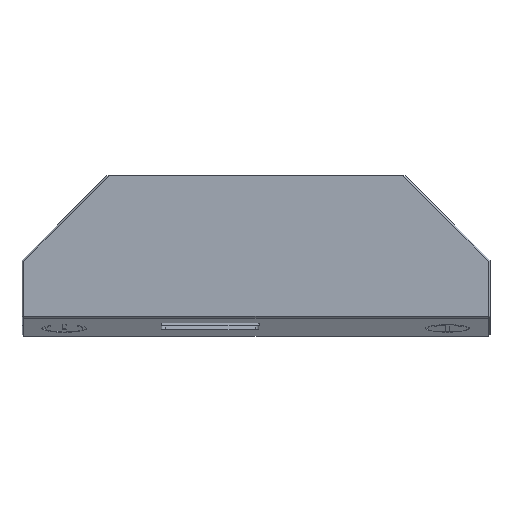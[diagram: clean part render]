
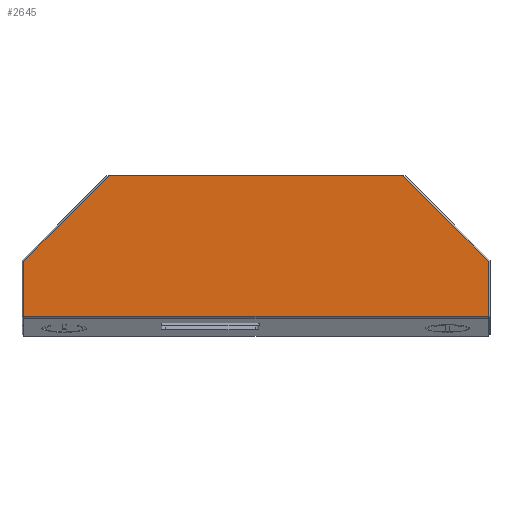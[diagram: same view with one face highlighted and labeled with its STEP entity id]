
A CAD part, top view. The second image highlights one B-rep face of the part: STEP entity #2645.
In plain terms, the highlighted planar face has unit normal (0, 0, 1).
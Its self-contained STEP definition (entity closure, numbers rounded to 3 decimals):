
#321=FACE_OUTER_BOUND('',#485,.T.);
#485=EDGE_LOOP('',(#2365,#2366,#2367,#2368,#2369,#2370));
#501=LINE('',#3503,#773);
#516=LINE('',#3536,#788);
#537=LINE('',#3576,#809);
#543=LINE('',#3586,#815);
#546=LINE('',#3591,#818);
#759=LINE('',#4443,#1031);
#773=VECTOR('',#2862,10.);
#788=VECTOR('',#2887,10.);
#809=VECTOR('',#2924,10.);
#815=VECTOR('',#2936,10.);
#818=VECTOR('',#2941,10.);
#1031=VECTOR('',#3460,10.);
#1045=VERTEX_POINT('',#3500);
#1046=VERTEX_POINT('',#3502);
#1050=VERTEX_POINT('',#3513);
#1055=VERTEX_POINT('',#3526);
#1059=VERTEX_POINT('',#3535);
#1071=VERTEX_POINT('',#3585);
#1289=EDGE_CURVE('',#1045,#1046,#501,.T.);
#1304=EDGE_CURVE('',#1055,#1059,#516,.T.);
#1325=EDGE_CURVE('',#1050,#1055,#537,.T.);
#1331=EDGE_CURVE('',#1059,#1071,#543,.T.);
#1334=EDGE_CURVE('',#1046,#1050,#546,.T.);
#1651=EDGE_CURVE('',#1045,#1071,#759,.T.);
#2365=ORIENTED_EDGE('',*,*,#1289,.F.);
#2366=ORIENTED_EDGE('',*,*,#1651,.T.);
#2367=ORIENTED_EDGE('',*,*,#1331,.F.);
#2368=ORIENTED_EDGE('',*,*,#1304,.F.);
#2369=ORIENTED_EDGE('',*,*,#1325,.F.);
#2370=ORIENTED_EDGE('',*,*,#1334,.F.);
#2503=PLANE('',#2840);
#2645=ADVANCED_FACE('',(#321),#2503,.T.);
#2840=AXIS2_PLACEMENT_3D('',#4442,#3458,#3459);
#2862=DIRECTION('',(0.707,-0.707,0.));
#2887=DIRECTION('',(0.,1.,0.));
#2924=DIRECTION('',(-1.,0.,0.));
#2936=DIRECTION('',(0.707,0.707,0.));
#2941=DIRECTION('',(0.,-1.,0.));
#3458=DIRECTION('center_axis',(0.,0.,1.));
#3459=DIRECTION('ref_axis',(1.,0.,0.));
#3460=DIRECTION('',(-1.,0.,0.));
#3500=CARTESIAN_POINT('',(126.289,10.3,11.4));
#3502=CARTESIAN_POINT('',(149.229,-12.64,11.4));
#3503=CARTESIAN_POINT('',(131.288,5.301,11.4));
#3513=CARTESIAN_POINT('',(149.229,-27.433,11.4));
#3526=CARTESIAN_POINT('',(24.764,-27.433,11.4));
#3535=CARTESIAN_POINT('',(24.764,-12.64,11.4));
#3536=CARTESIAN_POINT('',(24.764,-9.125,11.4));
#3576=CARTESIAN_POINT('',(86.996,-27.433,11.4));
#3585=CARTESIAN_POINT('',(47.703,10.3,11.4));
#3586=CARTESIAN_POINT('',(52.571,15.167,11.4));
#3591=CARTESIAN_POINT('',(149.229,-18.375,11.4));
#4442=CARTESIAN_POINT('Origin',(86.996,-8.816,11.4));
#4443=CARTESIAN_POINT('',(106.996,10.3,11.4));
